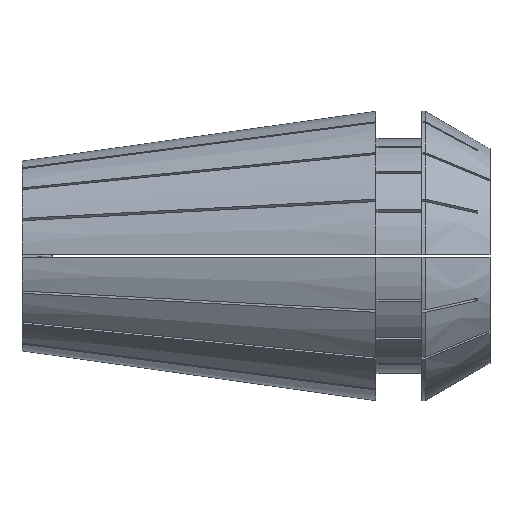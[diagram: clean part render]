
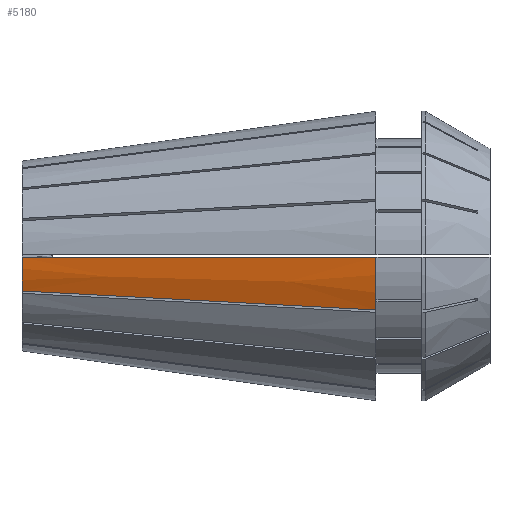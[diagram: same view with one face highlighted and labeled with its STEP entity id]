
A CAD part, top view. The second image highlights one B-rep face of the part: STEP entity #5180.
In plain terms, the highlighted conical face has half-angle 8 degrees and reference radius 8.5 mm.
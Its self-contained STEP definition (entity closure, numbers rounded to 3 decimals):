
#3 = CARTESIAN_POINT ( 'NONE',  ( 17.676, -0.075, 8.061 ) ) ;
#153 = VERTEX_POINT ( 'NONE', #1133 ) ;
#158 = ORIENTED_EDGE ( 'NONE', *, *, #3405, .T. ) ;
#202 = AXIS2_PLACEMENT_3D ( 'NONE', #5531, #4315, #5099 ) ;
#287 = DIRECTION ( 'NONE',  ( 0., 0., 1. ) ) ;
#343 = DIRECTION ( 'NONE',  ( -1., 0., 0. ) ) ;
#369 = CARTESIAN_POINT ( 'NONE',  ( 20.8, 0., 0. ) ) ;
#508 = CARTESIAN_POINT ( 'NONE',  ( 0., -2.065, 5.181 ) ) ;
#668 = EDGE_CURVE ( 'NONE', #2206, #3099, #1634, .T. ) ;
#691 = CONICAL_SURFACE ( 'NONE', #2251, 8.5, 0.14 ) ;
#801 = CARTESIAN_POINT ( 'NONE',  ( 20.8, -0.075, 8.5 ) ) ;
#925 = CARTESIAN_POINT ( 'NONE',  ( 0., -2.065, 5.181 ) ) ;
#981 = VERTEX_POINT ( 'NONE', #4838 ) ;
#1044 = CARTESIAN_POINT ( 'NONE',  ( 6.464, -2.412, 6.02 ) ) ;
#1133 = CARTESIAN_POINT ( 'NONE',  ( 20.8, -0.075, 8.5 ) ) ;
#1556 = CARTESIAN_POINT ( 'NONE',  ( 13.397, -2.785, 6.92 ) ) ;
#1634 = CIRCLE ( 'NONE', #202, 5.577 ) ;
#1904 = ORIENTED_EDGE ( 'NONE', *, *, #3394, .T. ) ;
#1905 = CARTESIAN_POINT ( 'NONE',  ( 11.427, -0.075, 7.183 ) ) ;
#2037 = CARTESIAN_POINT ( 'NONE',  ( 3.232, -2.239, 5.6 ) ) ;
#2060 = CARTESIAN_POINT ( 'NONE',  ( 20.8, -3.184, 7.882 ) ) ;
#2206 = VERTEX_POINT ( 'NONE', #925 ) ;
#2251 = AXIS2_PLACEMENT_3D ( 'NONE', #4010, #6130, #5623 ) ;
#2401 = CARTESIAN_POINT ( 'NONE',  ( 0., -0.075, 5.577 ) ) ;
#2426 = CARTESIAN_POINT ( 'NONE',  ( 4.736, -0.075, 6.242 ) ) ;
#2930 = CARTESIAN_POINT ( 'NONE',  ( 0.927, -0.075, 5.707 ) ) ;
#3099 = VERTEX_POINT ( 'NONE', #2401 ) ;
#3394 = EDGE_CURVE ( 'NONE', #981, #153, #4622, .T. ) ;
#3405 = EDGE_CURVE ( 'NONE', #153, #3099, #3460, .T. ) ;
#3444 = CARTESIAN_POINT ( 'NONE',  ( 0., -0.075, 5.577 ) ) ;
#3460 = B_SPLINE_CURVE_WITH_KNOTS ( 'NONE', 3,
 ( #801, #3, #5022, #1905, #5573, #2426, #6099, #2930, #6605, #3444 ),
 .UNSPECIFIED., .F., .F.,
 ( 4, 3, 3, 4 ),
 ( 0.036, 0.045, 0.055, 0.057 ),
 .UNSPECIFIED. ) ;
#3541 = EDGE_CURVE ( 'NONE', #2206, #981, #4391, .T. ) ;
#3578 = FACE_OUTER_BOUND ( 'NONE', #5520, .T. ) ;
#4010 = CARTESIAN_POINT ( 'NONE',  ( 20.8, 0., 0. ) ) ;
#4315 = DIRECTION ( 'NONE',  ( -1., 0., 0. ) ) ;
#4336 = ORIENTED_EDGE ( 'NONE', *, *, #3541, .T. ) ;
#4391 = B_SPLINE_CURVE_WITH_KNOTS ( 'NONE', 3,
 ( #508, #2037, #1044, #4642, #1556, #5191, #2060 ),
 .UNSPECIFIED., .F., .F.,
 ( 4, 3, 4 ),
 ( 0., 0.01, 0.021 ),
 .UNSPECIFIED. ) ;
#4622 = CIRCLE ( 'NONE', #5084, 8.5 ) ;
#4642 = CARTESIAN_POINT ( 'NONE',  ( 9.696, -2.586, 6.44 ) ) ;
#4838 = CARTESIAN_POINT ( 'NONE',  ( 20.8, -3.184, 7.882 ) ) ;
#5022 = CARTESIAN_POINT ( 'NONE',  ( 14.551, -0.075, 7.622 ) ) ;
#5084 = AXIS2_PLACEMENT_3D ( 'NONE', #369, #343, #287 ) ;
#5099 = DIRECTION ( 'NONE',  ( 0., 0., 1. ) ) ;
#5180 = ADVANCED_FACE ( 'NONE', ( #3578 ), #691, .T. ) ;
#5191 = CARTESIAN_POINT ( 'NONE',  ( 17.099, -2.984, 7.401 ) ) ;
#5424 = ORIENTED_EDGE ( 'NONE', *, *, #668, .F. ) ;
#5520 = EDGE_LOOP ( 'NONE', ( #5424, #4336, #1904, #158 ) ) ;
#5531 = CARTESIAN_POINT ( 'NONE',  ( 0., 0., 0. ) ) ;
#5573 = CARTESIAN_POINT ( 'NONE',  ( 8.082, -0.075, 6.712 ) ) ;
#5623 = DIRECTION ( 'NONE',  ( 0., 0., -1. ) ) ;
#6099 = CARTESIAN_POINT ( 'NONE',  ( 1.391, -0.075, 5.772 ) ) ;
#6130 = DIRECTION ( 'NONE',  ( 1., 0., 0. ) ) ;
#6605 = CARTESIAN_POINT ( 'NONE',  ( 0.464, -0.075, 5.642 ) ) ;
